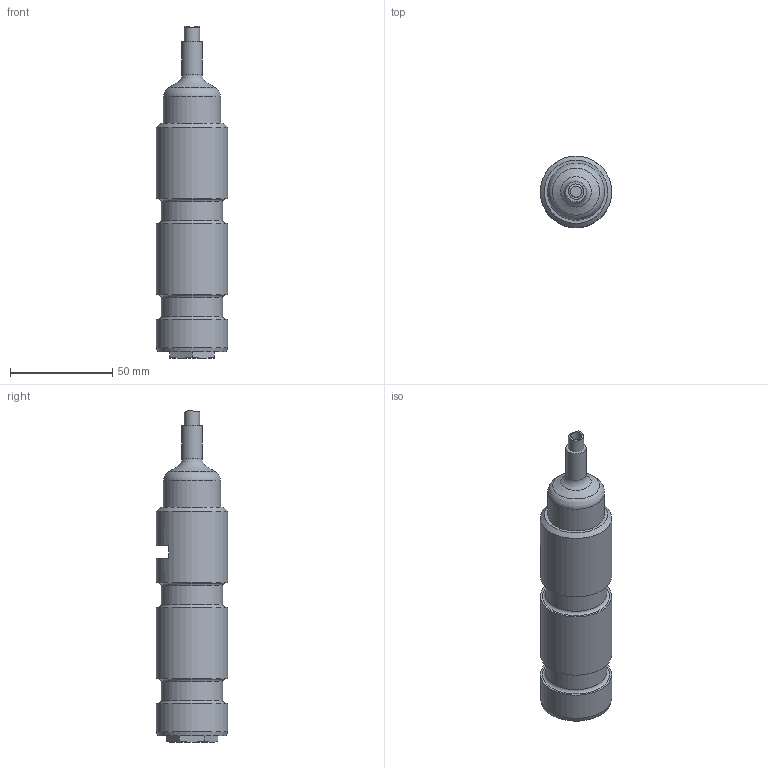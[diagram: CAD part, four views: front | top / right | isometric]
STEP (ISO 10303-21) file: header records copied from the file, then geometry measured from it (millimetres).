
FILE_DESCRIPTION (( 'STEP AP203' ), '1' );
FILE_NAME ('122-214-111-011.STEP', '2014-09-19T13:24:30', ( 'ajoy' ), ( 'Microsoft' ), 'SwSTEP 2.0', 'SolidWorks 2014', '' );
FILE_SCHEMA (( 'CONFIG_CONTROL_DESIGN' ));
Length unit declared in the file: millimetre
Products named in the file (1): 122-214-111-011
Bounding box: 35 x 35 x 162.71 mm (x, y, z)
Surface area: 19320.6 mm2 (no closed solid volume)
Topology: 0 solids, 4 shells, 42 faces, 93 edges, 60 vertices
Faces by surface type: plane 17, cone 9, cylinder 9, torus 6, bspline 1
Full cylindrical faces by diameter (mm): 5.5 x1, 7.5 x1, 10 x1, 28 x1, 30 x2, 35 x3
Entity records: 1287 total; most frequent: CARTESIAN_POINT 368, DIRECTION 178, ORIENTED_EDGE 131, AXIS2_PLACEMENT_3D 78, EDGE_CURVE 72, EDGE_LOOP 70, VERTEX_POINT 58, FACE_OUTER_BOUND 57
